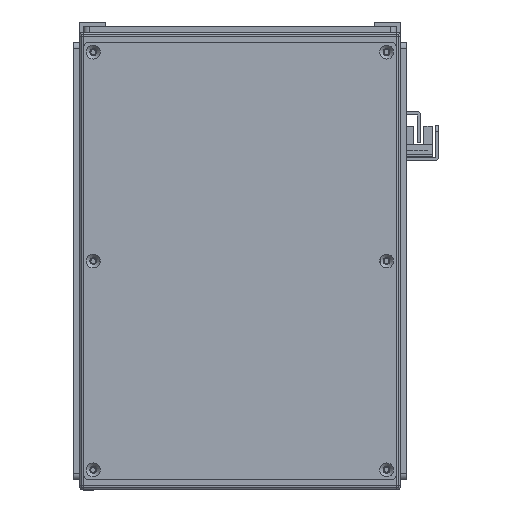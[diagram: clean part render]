
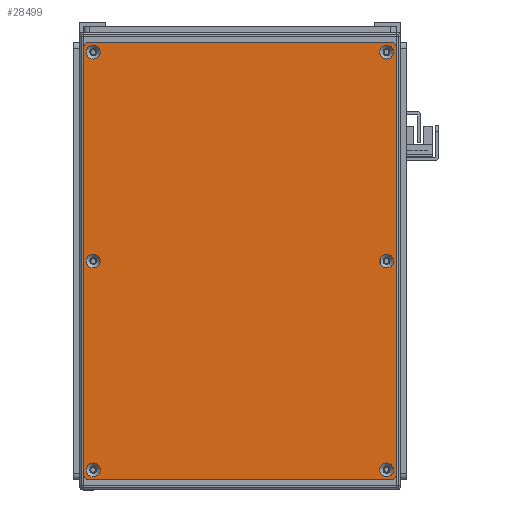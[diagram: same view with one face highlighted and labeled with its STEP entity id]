
A CAD part, front view. The second image highlights one B-rep face of the part: STEP entity #28499.
In plain terms, the highlighted planar face has unit normal (0, -1, 0).
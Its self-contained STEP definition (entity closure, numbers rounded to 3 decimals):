
#1695=FACE_BOUND('',#6311,.T.);
#1696=FACE_BOUND('',#6312,.T.);
#1697=FACE_BOUND('',#6313,.T.);
#1698=FACE_BOUND('',#6314,.T.);
#1699=FACE_BOUND('',#6315,.T.);
#1700=FACE_BOUND('',#6316,.T.);
#2334=PLANE('',#31700);
#4466=FACE_OUTER_BOUND('',#6310,.T.);
#6310=EDGE_LOOP('',(#26801,#26802,#26803,#26804,#26805,#26806,#26807,#26808));
#6311=EDGE_LOOP('',(#26809));
#6312=EDGE_LOOP('',(#26810));
#6313=EDGE_LOOP('',(#26811));
#6314=EDGE_LOOP('',(#26812));
#6315=EDGE_LOOP('',(#26813));
#6316=EDGE_LOOP('',(#26814));
#8624=LINE('',#50416,#10925);
#8625=LINE('',#50420,#10926);
#8626=LINE('',#50424,#10927);
#8627=LINE('',#50427,#10928);
#10925=VECTOR('',#39670,10.);
#10926=VECTOR('',#39673,10.);
#10927=VECTOR('',#39676,10.);
#10928=VECTOR('',#39679,10.);
#12277=CIRCLE('',#31668,3.45);
#12280=CIRCLE('',#31673,3.45);
#12283=CIRCLE('',#31678,3.45);
#12286=CIRCLE('',#31683,3.45);
#12289=CIRCLE('',#31688,3.45);
#12292=CIRCLE('',#31693,3.45);
#12295=CIRCLE('',#31698,3.);
#12297=CIRCLE('',#31701,3.);
#12298=CIRCLE('',#31702,3.);
#12299=CIRCLE('',#31703,3.);
#14924=VERTEX_POINT('',#50346);
#14927=VERTEX_POINT('',#50356);
#14930=VERTEX_POINT('',#50366);
#14933=VERTEX_POINT('',#50376);
#14936=VERTEX_POINT('',#50386);
#14939=VERTEX_POINT('',#50396);
#14942=VERTEX_POINT('',#50406);
#14943=VERTEX_POINT('',#50407);
#14946=VERTEX_POINT('',#50415);
#14947=VERTEX_POINT('',#50417);
#14948=VERTEX_POINT('',#50419);
#14949=VERTEX_POINT('',#50421);
#14950=VERTEX_POINT('',#50423);
#14951=VERTEX_POINT('',#50425);
#18875=EDGE_CURVE('',#14924,#14924,#12277,.T.);
#18880=EDGE_CURVE('',#14927,#14927,#12280,.T.);
#18885=EDGE_CURVE('',#14930,#14930,#12283,.T.);
#18890=EDGE_CURVE('',#14933,#14933,#12286,.T.);
#18895=EDGE_CURVE('',#14936,#14936,#12289,.T.);
#18900=EDGE_CURVE('',#14939,#14939,#12292,.T.);
#18905=EDGE_CURVE('',#14942,#14943,#12295,.T.);
#18909=EDGE_CURVE('',#14942,#14946,#8624,.T.);
#18910=EDGE_CURVE('',#14947,#14946,#12297,.T.);
#18911=EDGE_CURVE('',#14947,#14948,#8625,.T.);
#18912=EDGE_CURVE('',#14949,#14948,#12298,.T.);
#18913=EDGE_CURVE('',#14949,#14950,#8626,.T.);
#18914=EDGE_CURVE('',#14951,#14950,#12299,.T.);
#18915=EDGE_CURVE('',#14951,#14943,#8627,.T.);
#26801=ORIENTED_EDGE('',*,*,#18905,.F.);
#26802=ORIENTED_EDGE('',*,*,#18909,.T.);
#26803=ORIENTED_EDGE('',*,*,#18910,.F.);
#26804=ORIENTED_EDGE('',*,*,#18911,.T.);
#26805=ORIENTED_EDGE('',*,*,#18912,.F.);
#26806=ORIENTED_EDGE('',*,*,#18913,.T.);
#26807=ORIENTED_EDGE('',*,*,#18914,.F.);
#26808=ORIENTED_EDGE('',*,*,#18915,.T.);
#26809=ORIENTED_EDGE('',*,*,#18875,.T.);
#26810=ORIENTED_EDGE('',*,*,#18880,.T.);
#26811=ORIENTED_EDGE('',*,*,#18885,.T.);
#26812=ORIENTED_EDGE('',*,*,#18890,.T.);
#26813=ORIENTED_EDGE('',*,*,#18895,.T.);
#26814=ORIENTED_EDGE('',*,*,#18900,.T.);
#28499=ADVANCED_FACE('',(#4466,#1695,#1696,#1697,#1698,#1699,#1700),#2334,
 .T.);
#31668=AXIS2_PLACEMENT_3D('',#50347,#39590,#39591);
#31673=AXIS2_PLACEMENT_3D('',#50357,#39602,#39603);
#31678=AXIS2_PLACEMENT_3D('',#50367,#39614,#39615);
#31683=AXIS2_PLACEMENT_3D('',#50377,#39626,#39627);
#31688=AXIS2_PLACEMENT_3D('',#50387,#39638,#39639);
#31693=AXIS2_PLACEMENT_3D('',#50397,#39650,#39651);
#31698=AXIS2_PLACEMENT_3D('',#50408,#39662,#39663);
#31700=AXIS2_PLACEMENT_3D('',#50414,#39668,#39669);
#31701=AXIS2_PLACEMENT_3D('',#50418,#39671,#39672);
#31702=AXIS2_PLACEMENT_3D('',#50422,#39674,#39675);
#31703=AXIS2_PLACEMENT_3D('',#50426,#39677,#39678);
#39590=DIRECTION('center_axis',(0.,1.,0.));
#39591=DIRECTION('ref_axis',(1.,0.,0.));
#39602=DIRECTION('center_axis',(0.,1.,0.));
#39603=DIRECTION('ref_axis',(1.,0.,0.));
#39614=DIRECTION('center_axis',(0.,1.,0.));
#39615=DIRECTION('ref_axis',(1.,0.,0.));
#39626=DIRECTION('center_axis',(0.,1.,0.));
#39627=DIRECTION('ref_axis',(1.,0.,0.));
#39638=DIRECTION('center_axis',(0.,1.,0.));
#39639=DIRECTION('ref_axis',(1.,0.,0.));
#39650=DIRECTION('center_axis',(0.,1.,0.));
#39651=DIRECTION('ref_axis',(1.,0.,0.));
#39662=DIRECTION('center_axis',(0.,1.,0.));
#39663=DIRECTION('ref_axis',(-0.707,0.,0.707));
#39668=DIRECTION('center_axis',(0.,-1.,0.));
#39669=DIRECTION('ref_axis',(0.,0.,-1.));
#39670=DIRECTION('',(0.,0.,-1.));
#39671=DIRECTION('center_axis',(0.,1.,0.));
#39672=DIRECTION('ref_axis',(-0.707,0.,-0.707));
#39673=DIRECTION('',(1.,0.,0.));
#39674=DIRECTION('center_axis',(0.,1.,0.));
#39675=DIRECTION('ref_axis',(0.707,0.,-0.707));
#39676=DIRECTION('',(0.,0.,1.));
#39677=DIRECTION('center_axis',(0.,1.,0.));
#39678=DIRECTION('ref_axis',(0.707,0.,0.707));
#39679=DIRECTION('',(-1.,0.,0.));
#50346=CARTESIAN_POINT('',(100.55,-1.5,73.));
#50347=CARTESIAN_POINT('Origin',(104.,-1.5,73.));
#50356=CARTESIAN_POINT('',(-107.45,-1.5,-73.));
#50357=CARTESIAN_POINT('Origin',(-104.,-1.5,-73.));
#50366=CARTESIAN_POINT('',(-3.45,-1.5,73.));
#50367=CARTESIAN_POINT('Origin',(0.,-1.5,73.));
#50376=CARTESIAN_POINT('',(-3.45,-1.5,-73.));
#50377=CARTESIAN_POINT('Origin',(0.,-1.5,-73.));
#50386=CARTESIAN_POINT('',(-107.45,-1.5,73.));
#50387=CARTESIAN_POINT('Origin',(-104.,-1.5,73.));
#50396=CARTESIAN_POINT('',(100.55,-1.5,-73.));
#50397=CARTESIAN_POINT('Origin',(104.,-1.5,-73.));
#50406=CARTESIAN_POINT('',(-109.,-1.5,75.));
#50407=CARTESIAN_POINT('',(-106.,-1.5,78.));
#50408=CARTESIAN_POINT('Origin',(-106.,-1.5,75.));
#50414=CARTESIAN_POINT('Origin',(0.,-1.5,0.));
#50415=CARTESIAN_POINT('',(-109.,-1.5,-75.));
#50416=CARTESIAN_POINT('',(-109.,-1.5,78.));
#50417=CARTESIAN_POINT('',(-106.,-1.5,-78.));
#50418=CARTESIAN_POINT('Origin',(-106.,-1.5,-75.));
#50419=CARTESIAN_POINT('',(106.,-1.5,-78.));
#50420=CARTESIAN_POINT('',(-109.,-1.5,-78.));
#50421=CARTESIAN_POINT('',(109.,-1.5,-75.));
#50422=CARTESIAN_POINT('Origin',(106.,-1.5,-75.));
#50423=CARTESIAN_POINT('',(109.,-1.5,75.));
#50424=CARTESIAN_POINT('',(109.,-1.5,-78.));
#50425=CARTESIAN_POINT('',(106.,-1.5,78.));
#50426=CARTESIAN_POINT('Origin',(106.,-1.5,75.));
#50427=CARTESIAN_POINT('',(109.,-1.5,78.));
